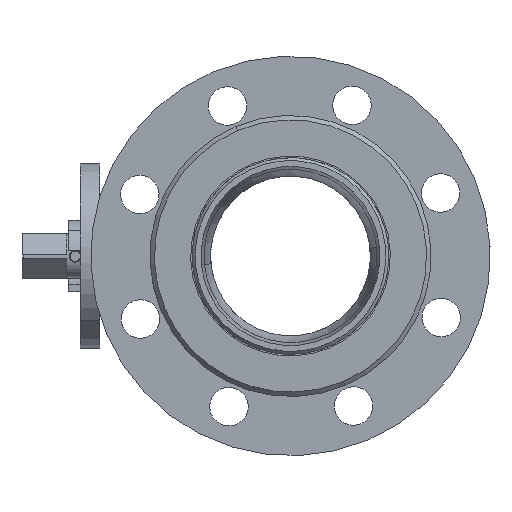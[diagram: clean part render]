
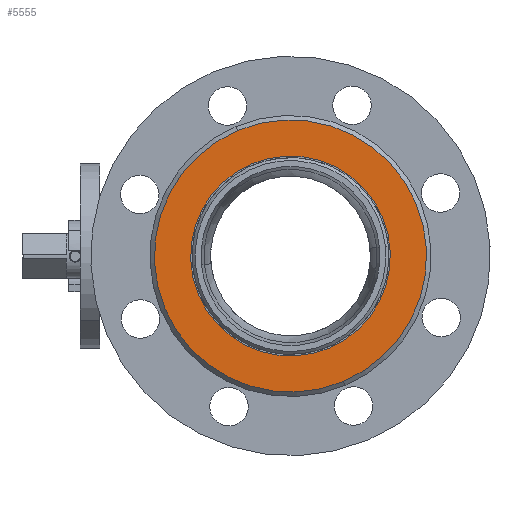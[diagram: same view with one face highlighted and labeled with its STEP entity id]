
A CAD part, left-side view. The second image highlights one B-rep face of the part: STEP entity #5555.
In plain terms, the highlighted face is planar.
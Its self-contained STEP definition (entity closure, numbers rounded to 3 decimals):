
#82 = AXIS2_PLACEMENT_3D ( 'NONE', #2058, #1590, #2988 ) ;
#202 = DIRECTION ( 'NONE',  ( 1., 0., 0. ) ) ;
#329 = DIRECTION ( 'NONE',  ( 0., 0., 1. ) ) ;
#351 = AXIS2_PLACEMENT_3D ( 'NONE', #684, #329, #202 ) ;
#424 = ORIENTED_EDGE ( 'NONE', *, *, #5921, .F. ) ;
#446 = AXIS2_PLACEMENT_3D ( 'NONE', #4644, #5743, #2698 ) ;
#477 = CARTESIAN_POINT ( 'NONE',  ( 92., 0., 30. ) ) ;
#639 = ORIENTED_EDGE ( 'NONE', *, *, #3186, .F. ) ;
#682 = CIRCLE ( 'NONE', #82, 67.5 ) ;
#684 = CARTESIAN_POINT ( 'NONE',  ( 0., 0., 30. ) ) ;
#1006 = CARTESIAN_POINT ( 'NONE',  ( 67.5, 0., 30. ) ) ;
#1116 = EDGE_CURVE ( 'NONE', #2933, #5891, #4156, .T. ) ;
#1247 = FACE_BOUND ( 'NONE', #3433, .T. ) ;
#1489 = EDGE_CURVE ( 'NONE', #5891, #2933, #2551, .T. ) ;
#1584 = ORIENTED_EDGE ( 'NONE', *, *, #1489, .T. ) ;
#1590 = DIRECTION ( 'NONE',  ( 0., 0., 1. ) ) ;
#2058 = CARTESIAN_POINT ( 'NONE',  ( 0., 0., 30. ) ) ;
#2551 = CIRCLE ( 'NONE', #5534, 92. ) ;
#2698 = DIRECTION ( 'NONE',  ( 1., 0., 0. ) ) ;
#2759 = VERTEX_POINT ( 'NONE', #3914 ) ;
#2830 = EDGE_LOOP ( 'NONE', ( #1584, #4855 ) ) ;
#2933 = VERTEX_POINT ( 'NONE', #477 ) ;
#2988 = DIRECTION ( 'NONE',  ( 1., 0., 0. ) ) ;
#3048 = CARTESIAN_POINT ( 'NONE',  ( -92., 0., 30. ) ) ;
#3186 = EDGE_CURVE ( 'NONE', #2759, #5918, #3945, .T. ) ;
#3433 = EDGE_LOOP ( 'NONE', ( #639, #424 ) ) ;
#3826 = DIRECTION ( 'NONE',  ( 0., 0., 1. ) ) ;
#3914 = CARTESIAN_POINT ( 'NONE',  ( -67.5, 0., 30. ) ) ;
#3945 = CIRCLE ( 'NONE', #446, 67.5 ) ;
#4134 = DIRECTION ( 'NONE',  ( 0., 0., 1. ) ) ;
#4156 = CIRCLE ( 'NONE', #351, 92. ) ;
#4213 = DIRECTION ( 'NONE',  ( 1., 0., 0. ) ) ;
#4644 = CARTESIAN_POINT ( 'NONE',  ( 0., 0., 30. ) ) ;
#4655 = DIRECTION ( 'NONE',  ( 1., 0., 0. ) ) ;
#4855 = ORIENTED_EDGE ( 'NONE', *, *, #1116, .T. ) ;
#5219 = CARTESIAN_POINT ( 'NONE',  ( 0., 0., 30. ) ) ;
#5336 = AXIS2_PLACEMENT_3D ( 'NONE', #5219, #3826, #4213 ) ;
#5534 = AXIS2_PLACEMENT_3D ( 'NONE', #6189, #4134, #4655 ) ;
#5555 = ADVANCED_FACE ( 'NONE', ( #5677, #1247 ), #6210, .T. ) ;
#5677 = FACE_OUTER_BOUND ( 'NONE', #2830, .T. ) ;
#5743 = DIRECTION ( 'NONE',  ( 0., 0., 1. ) ) ;
#5891 = VERTEX_POINT ( 'NONE', #3048 ) ;
#5918 = VERTEX_POINT ( 'NONE', #1006 ) ;
#5921 = EDGE_CURVE ( 'NONE', #5918, #2759, #682, .T. ) ;
#6189 = CARTESIAN_POINT ( 'NONE',  ( 0., 0., 30. ) ) ;
#6210 = PLANE ( 'NONE',  #5336 ) ;
